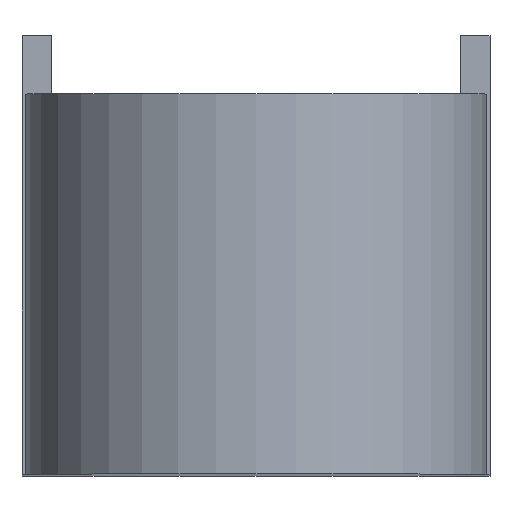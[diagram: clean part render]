
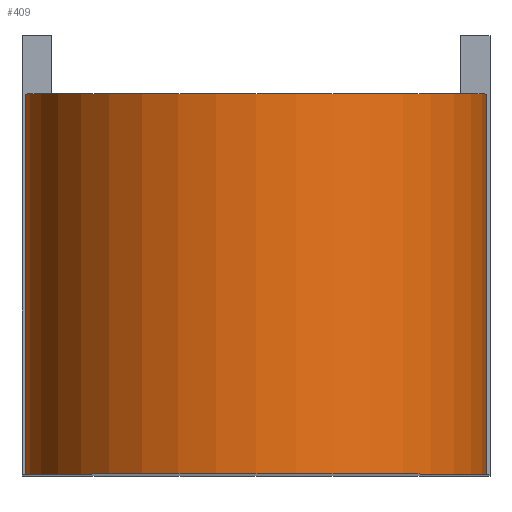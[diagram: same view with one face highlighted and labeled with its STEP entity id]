
A CAD part, top view. The second image highlights one B-rep face of the part: STEP entity #409.
In plain terms, the highlighted cylindrical face has radius 15.75 mm (diameter 31.5 mm), a partial arc.
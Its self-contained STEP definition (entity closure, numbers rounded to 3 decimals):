
#25=CIRCLE('',#476,15.75);
#26=CIRCLE('',#477,15.75);
#28=CYLINDRICAL_SURFACE('',#475,15.75);
#61=FACE_OUTER_BOUND('',#84,.T.);
#84=EDGE_LOOP('',(#346,#347,#348,#349));
#112=LINE('',#659,#159);
#133=LINE('',#704,#180);
#159=VECTOR('',#542,10.);
#180=VECTOR('',#581,10.);
#197=VERTEX_POINT('',#655);
#199=VERTEX_POINT('',#658);
#213=VERTEX_POINT('',#700);
#214=VERTEX_POINT('',#702);
#240=EDGE_CURVE('',#197,#199,#112,.T.);
#263=EDGE_CURVE('',#213,#214,#133,.T.);
#264=EDGE_CURVE('',#213,#197,#25,.T.);
#265=EDGE_CURVE('',#199,#214,#26,.T.);
#346=ORIENTED_EDGE('',*,*,#264,.F.);
#347=ORIENTED_EDGE('',*,*,#263,.T.);
#348=ORIENTED_EDGE('',*,*,#265,.F.);
#349=ORIENTED_EDGE('',*,*,#240,.F.);
#409=ADVANCED_FACE('',(#61),#28,.T.);
#475=AXIS2_PLACEMENT_3D('',#705,#582,#583);
#476=AXIS2_PLACEMENT_3D('',#706,#584,#585);
#477=AXIS2_PLACEMENT_3D('',#707,#586,#587);
#542=DIRECTION('',(0.,1.,0.));
#581=DIRECTION('',(0.,1.,0.));
#582=DIRECTION('center_axis',(0.,1.,0.));
#583=DIRECTION('ref_axis',(1.,0.,0.016));
#584=DIRECTION('center_axis',(0.,-1.,0.));
#585=DIRECTION('ref_axis',(1.,0.,0.016));
#586=DIRECTION('center_axis',(0.,1.,0.));
#587=DIRECTION('ref_axis',(1.,0.,0.016));
#655=CARTESIAN_POINT('',(-29.748,0.,0.25));
#658=CARTESIAN_POINT('',(-29.748,26.,0.25));
#659=CARTESIAN_POINT('',(-29.748,0.,0.25));
#700=CARTESIAN_POINT('',(1.748,0.,0.25));
#702=CARTESIAN_POINT('',(1.748,26.,0.25));
#704=CARTESIAN_POINT('',(1.748,0.,0.25));
#705=CARTESIAN_POINT('Origin',(-14.,0.,0.));
#706=CARTESIAN_POINT('Origin',(-14.,0.,0.));
#707=CARTESIAN_POINT('Origin',(-14.,26.,0.));
